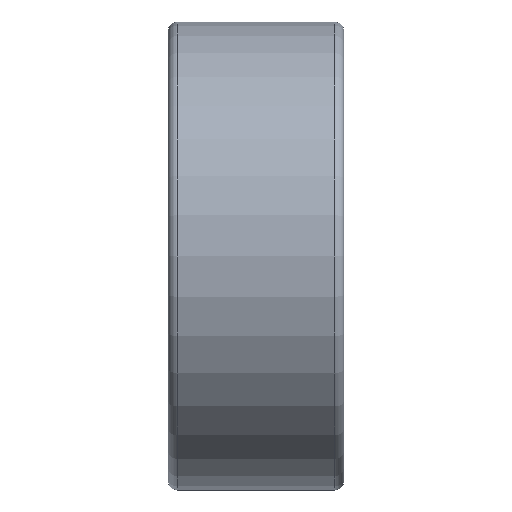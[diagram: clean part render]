
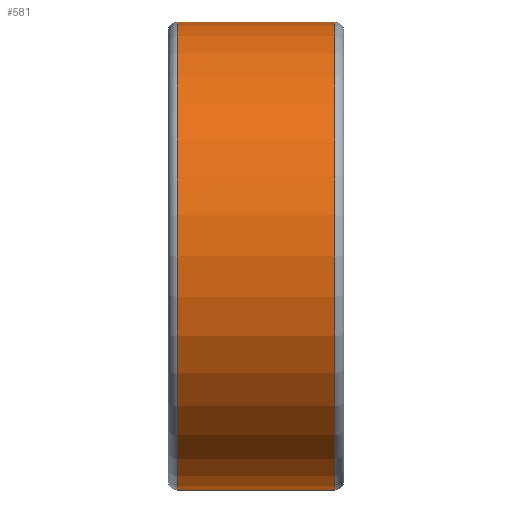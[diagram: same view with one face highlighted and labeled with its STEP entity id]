
A CAD part, front view. The second image highlights one B-rep face of the part: STEP entity #581.
In plain terms, the highlighted cylindrical face has radius 4 mm (diameter 8 mm), a partial arc.
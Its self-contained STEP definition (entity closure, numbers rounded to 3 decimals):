
#27 = VERTEX_POINT ( 'NONE', #429 ) ;
#57 = CARTESIAN_POINT ( 'NONE',  ( 1.35, 0., -4. ) ) ;
#68 = ORIENTED_EDGE ( 'NONE', *, *, #178, .F. ) ;
#69 = EDGE_LOOP ( 'NONE', ( #68, #545, #750, #725 ) ) ;
#123 = CARTESIAN_POINT ( 'NONE',  ( -1.35, 0., 0. ) ) ;
#136 = DIRECTION ( 'NONE',  ( 1., 0., 0. ) ) ;
#150 = CARTESIAN_POINT ( 'NONE',  ( -20.637, 0., -4. ) ) ;
#154 = DIRECTION ( 'NONE',  ( 1., 0., 0. ) ) ;
#155 = EDGE_CURVE ( 'NONE', #320, #329, #656, .T. ) ;
#178 = EDGE_CURVE ( 'NONE', #476, #27, #478, .T. ) ;
#186 = CARTESIAN_POINT ( 'NONE',  ( -20.637, 0., 0. ) ) ;
#189 = DIRECTION ( 'NONE',  ( 1., 0., 0. ) ) ;
#213 = DIRECTION ( 'NONE',  ( 1., 0., 0. ) ) ;
#233 = CIRCLE ( 'NONE', #494, 4. ) ;
#320 = VERTEX_POINT ( 'NONE', #746 ) ;
#324 = CYLINDRICAL_SURFACE ( 'NONE', #509, 4. ) ;
#329 = VERTEX_POINT ( 'NONE', #57 ) ;
#371 = DIRECTION ( 'NONE',  ( 0., 0., -1. ) ) ;
#421 = DIRECTION ( 'NONE',  ( 0., 0., -1. ) ) ;
#425 = CARTESIAN_POINT ( 'NONE',  ( -1.35, 0., 4. ) ) ;
#429 = CARTESIAN_POINT ( 'NONE',  ( 1.35, 0., 4. ) ) ;
#434 = VECTOR ( 'NONE', #213, 1000. ) ;
#476 = VERTEX_POINT ( 'NONE', #425 ) ;
#478 = LINE ( 'NONE', #586, #434 ) ;
#484 = FACE_OUTER_BOUND ( 'NONE', #69, .T. ) ;
#494 = AXIS2_PLACEMENT_3D ( 'NONE', #123, #189, #421 ) ;
#509 = AXIS2_PLACEMENT_3D ( 'NONE', #186, #624, #696 ) ;
#527 = EDGE_CURVE ( 'NONE', #476, #320, #233, .T. ) ;
#545 = ORIENTED_EDGE ( 'NONE', *, *, #527, .T. ) ;
#579 = AXIS2_PLACEMENT_3D ( 'NONE', #777, #136, #371 ) ;
#581 = ADVANCED_FACE ( 'NONE', ( #484 ), #324, .T. ) ;
#586 = CARTESIAN_POINT ( 'NONE',  ( -20.637, 0., 4. ) ) ;
#609 = VECTOR ( 'NONE', #154, 1000. ) ;
#618 = CIRCLE ( 'NONE', #579, 4. ) ;
#624 = DIRECTION ( 'NONE',  ( 1., 0., 0. ) ) ;
#656 = LINE ( 'NONE', #150, #609 ) ;
#664 = EDGE_CURVE ( 'NONE', #27, #329, #618, .T. ) ;
#696 = DIRECTION ( 'NONE',  ( 0., 0., -1. ) ) ;
#725 = ORIENTED_EDGE ( 'NONE', *, *, #664, .F. ) ;
#746 = CARTESIAN_POINT ( 'NONE',  ( -1.35, 0., -4. ) ) ;
#750 = ORIENTED_EDGE ( 'NONE', *, *, #155, .T. ) ;
#777 = CARTESIAN_POINT ( 'NONE',  ( 1.35, 0., 0. ) ) ;
